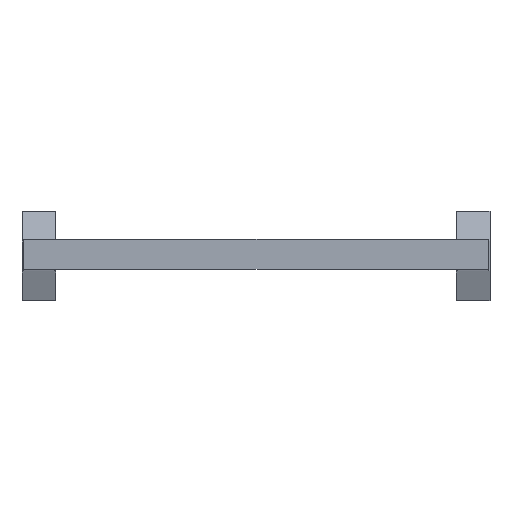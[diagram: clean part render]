
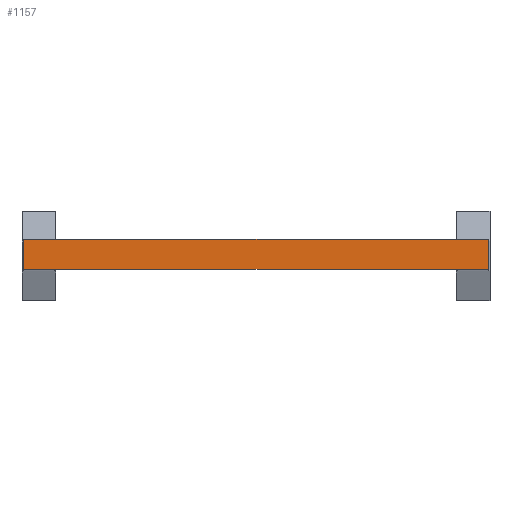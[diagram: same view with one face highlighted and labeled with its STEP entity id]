
A CAD part, top view. The second image highlights one B-rep face of the part: STEP entity #1157.
In plain terms, the highlighted planar face has unit normal (0, 0, 1).
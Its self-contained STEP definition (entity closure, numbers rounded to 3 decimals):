
#156=LINE('',#3992,#250);
#157=LINE('',#3995,#251);
#158=LINE('',#3997,#252);
#159=LINE('',#3999,#253);
#250=VECTOR('',#3429,1.);
#251=VECTOR('',#3430,1.);
#252=VECTOR('',#3431,1.);
#253=VECTOR('',#3432,1.);
#842=PLANE('',#2759);
#971=FACE_OUTER_BOUND('',#1582,.T.);
#1157=ADVANCED_FACE('',(#971),#842,.F.);
#1582=EDGE_LOOP('',(#1968,#1969,#1970,#1971));
#1968=ORIENTED_EDGE('',*,*,#2350,.T.);
#1969=ORIENTED_EDGE('',*,*,#2351,.F.);
#1970=ORIENTED_EDGE('',*,*,#2352,.F.);
#1971=ORIENTED_EDGE('',*,*,#2353,.T.);
#2152=VERTEX_POINT('',#3993);
#2153=VERTEX_POINT('',#3994);
#2154=VERTEX_POINT('',#3996);
#2155=VERTEX_POINT('',#3998);
#2350=EDGE_CURVE('',#2152,#2153,#156,.T.);
#2351=EDGE_CURVE('',#2154,#2153,#157,.T.);
#2352=EDGE_CURVE('',#2155,#2154,#158,.T.);
#2353=EDGE_CURVE('',#2155,#2152,#159,.T.);
#2759=AXIS2_PLACEMENT_3D('',#4000,#3433,#3434);
#3429=DIRECTION('',(-1.,0.,0.));
#3430=DIRECTION('',(0.,1.,0.));
#3431=DIRECTION('',(-1.,0.,0.));
#3432=DIRECTION('',(0.,1.,0.));
#3433=DIRECTION('',(0.,0.,-1.));
#3434=DIRECTION('',(-1.,0.,0.));
#3992=CARTESIAN_POINT('',(465.,30.,40.));
#3993=CARTESIAN_POINT('',(465.,30.,40.));
#3994=CARTESIAN_POINT('',(-465.,30.,40.));
#3995=CARTESIAN_POINT('',(-465.,-30.,40.));
#3996=CARTESIAN_POINT('',(-465.,-30.,40.));
#3997=CARTESIAN_POINT('',(465.,-30.,40.));
#3998=CARTESIAN_POINT('',(465.,-30.,40.));
#3999=CARTESIAN_POINT('',(465.,-30.,40.));
#4000=CARTESIAN_POINT('',(465.,-30.,40.));
